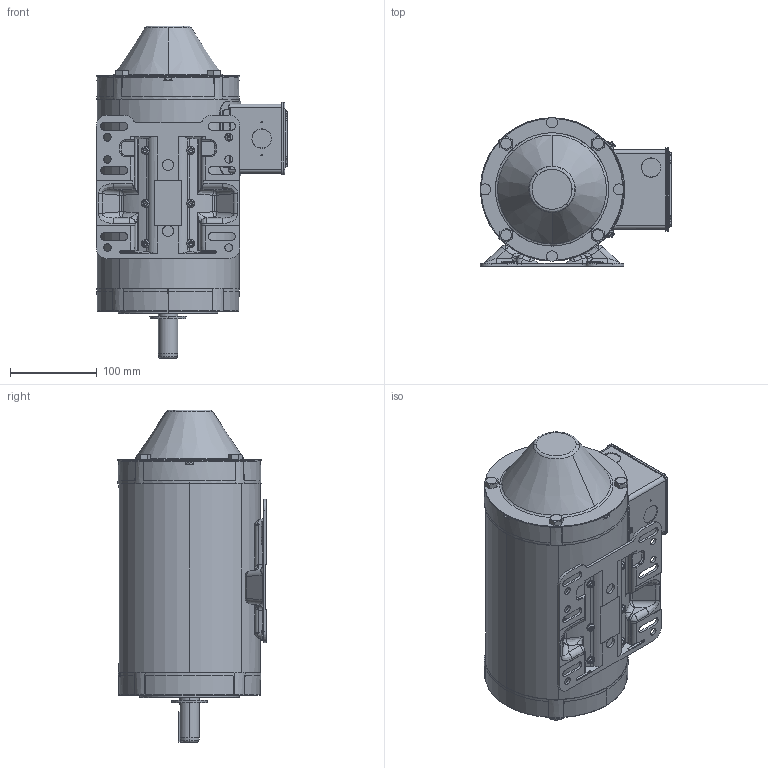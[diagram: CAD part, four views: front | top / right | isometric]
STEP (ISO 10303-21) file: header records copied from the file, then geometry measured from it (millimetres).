
FILE_DESCRIPTION (( 'STEP AP214' ), '1' );
FILE_NAME ('108752-856_RevA r1.STEP', '2022-01-06T16:48:41', ( '' ), ( '' ), 'SwSTEP 2.0', 'SolidWorks 2017', '' );
FILE_SCHEMA (( 'AUTOMOTIVE_DESIGN' ));
Length unit declared in the file: inch
Products named in the file (1): 108752-856_RevA r1
Bounding box: 220.27 x 170.76 x 382.13 mm (x, y, z)
Volume: 953031.6 mm3; surface area: 659282.6 mm2
Topology: 33 solids, 33 shells, 3469 faces, 9201 edges, 5819 vertices
Faces by surface type: plane 1145, bspline 841, cylinder 835, cone 648
Entity records: 149126 total; most frequent: CARTESIAN_POINT 69440, ORIENTED_EDGE 18278, DIRECTION 14472, EDGE_CURVE 9139, VERTEX_POINT 5819, AXIS2_PLACEMENT_3D 5671, EDGE_LOOP 3728, FACE_OUTER_BOUND 3469
